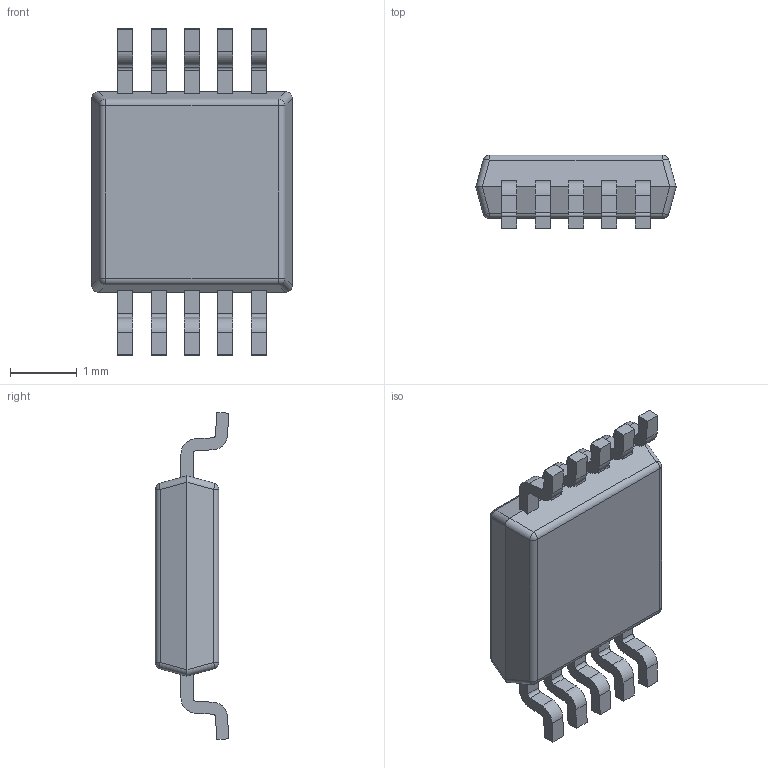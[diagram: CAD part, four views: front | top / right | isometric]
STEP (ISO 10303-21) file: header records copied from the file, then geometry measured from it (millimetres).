
FILE_DESCRIPTION (( 'STEP AP214' ), '1' );
FILE_NAME ('AD8251ARMZ-R7.STEP', '2018-05-09T13:12:51', ( '' ), ( '' ), 'SwSTEP 2.0', 'SolidWorks 2017', '' );
FILE_SCHEMA (( 'AUTOMOTIVE_DESIGN' ));
Length unit declared in the file: millimetre
Products named in the file (1): AD8251ARMZ-R7
Bounding box: 3 x 1.1 x 4.9 mm (x, y, z)
Volume: 8.4 mm3; surface area: 37.6 mm2
Topology: 11 solids, 11 shells, 187 faces, 468 edges, 296 vertices
Faces by surface type: plane 121, cylinder 58, sphere 8
Entity records: 7075 total; most frequent: CARTESIAN_POINT 956, DIRECTION 940, ORIENTED_EDGE 920, EDGE_CURVE 460, LINE 348, VECTOR 348, AXIS2_PLACEMENT_3D 296, VERTEX_POINT 296
